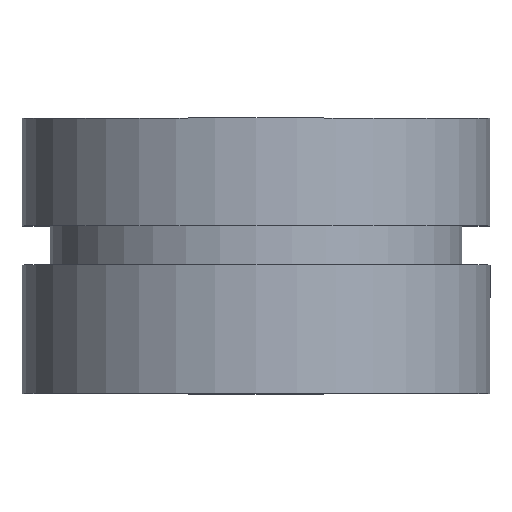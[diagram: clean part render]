
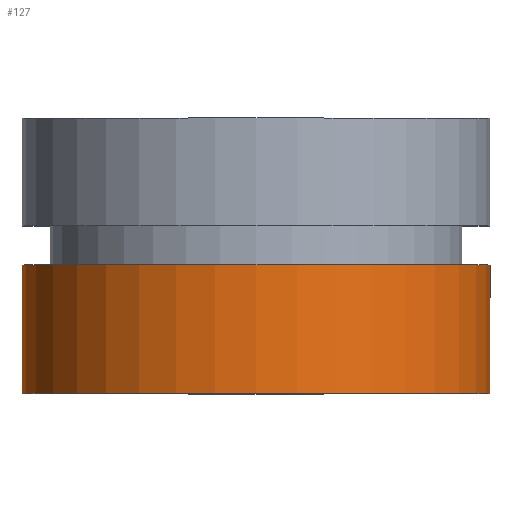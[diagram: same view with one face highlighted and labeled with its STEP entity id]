
A CAD part, top view. The second image highlights one B-rep face of the part: STEP entity #127.
In plain terms, the highlighted cylindrical face has radius 19.05 mm (diameter 38.1 mm), a partial arc.
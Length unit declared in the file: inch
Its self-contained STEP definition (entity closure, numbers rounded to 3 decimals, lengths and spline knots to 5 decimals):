
#3 = DIRECTION ( 'NONE',  ( -1., 0., 0. ) ) ;
#16 = EDGE_CURVE ( 'NONE', #29, #523, #287, .T. ) ;
#26 = AXIS2_PLACEMENT_3D ( 'NONE', #136, #427, #422 ) ;
#29 = VERTEX_POINT ( 'NONE', #240 ) ;
#51 = DIRECTION ( 'NONE',  ( 0., 1., 0. ) ) ;
#63 = VECTOR ( 'NONE', #228, 39.37008 ) ;
#64 = LINE ( 'NONE', #307, #63 ) ;
#112 = ORIENTED_EDGE ( 'NONE', *, *, #157, .F. ) ;
#117 = CIRCLE ( 'NONE', #376, 0.75 ) ;
#127 = ADVANCED_FACE ( 'NONE', ( #470 ), #388, .T. ) ;
#136 = CARTESIAN_POINT ( 'NONE',  ( 0., 1.76296, 0. ) ) ;
#152 = VECTOR ( 'NONE', #450, 39.37008 ) ;
#157 = EDGE_CURVE ( 'NONE', #261, #523, #333, .T. ) ;
#172 = EDGE_CURVE ( 'NONE', #383, #29, #117, .T. ) ;
#184 = ORIENTED_EDGE ( 'NONE', *, *, #285, .F. ) ;
#200 = CARTESIAN_POINT ( 'NONE',  ( -0.75, -0.53712, 0. ) ) ;
#204 = CARTESIAN_POINT ( 'NONE',  ( 0.75, 1.76296, 0. ) ) ;
#228 = DIRECTION ( 'NONE',  ( 0., 1., 0. ) ) ;
#232 = ORIENTED_EDGE ( 'NONE', *, *, #16, .T. ) ;
#240 = CARTESIAN_POINT ( 'NONE',  ( 0.75, -0.53712, 0. ) ) ;
#251 = DIRECTION ( 'NONE',  ( -1., 0., 0. ) ) ;
#261 = VERTEX_POINT ( 'NONE', #419 ) ;
#285 = EDGE_CURVE ( 'NONE', #383, #261, #64, .T. ) ;
#287 = LINE ( 'NONE', #204, #152 ) ;
#307 = CARTESIAN_POINT ( 'NONE',  ( -0.75, 1.76296, 0. ) ) ;
#333 = CIRCLE ( 'NONE', #402, 0.75 ) ;
#376 = AXIS2_PLACEMENT_3D ( 'NONE', #456, #51, #3 ) ;
#383 = VERTEX_POINT ( 'NONE', #200 ) ;
#388 = CYLINDRICAL_SURFACE ( 'NONE', #26, 0.75 ) ;
#402 = AXIS2_PLACEMENT_3D ( 'NONE', #467, #505, #251 ) ;
#419 = CARTESIAN_POINT ( 'NONE',  ( -0.75, -0.125, 0. ) ) ;
#422 = DIRECTION ( 'NONE',  ( -1., 0., 0. ) ) ;
#427 = DIRECTION ( 'NONE',  ( 0., 1., 0. ) ) ;
#450 = DIRECTION ( 'NONE',  ( 0., 1., 0. ) ) ;
#456 = CARTESIAN_POINT ( 'NONE',  ( 0., -0.53712, 0. ) ) ;
#467 = CARTESIAN_POINT ( 'NONE',  ( 0., -0.125, 0. ) ) ;
#470 = FACE_OUTER_BOUND ( 'NONE', #510, .T. ) ;
#478 = ORIENTED_EDGE ( 'NONE', *, *, #172, .T. ) ;
#500 = CARTESIAN_POINT ( 'NONE',  ( 0.75, -0.125, 0. ) ) ;
#505 = DIRECTION ( 'NONE',  ( 0., 1., 0. ) ) ;
#510 = EDGE_LOOP ( 'NONE', ( #478, #232, #112, #184 ) ) ;
#523 = VERTEX_POINT ( 'NONE', #500 ) ;
